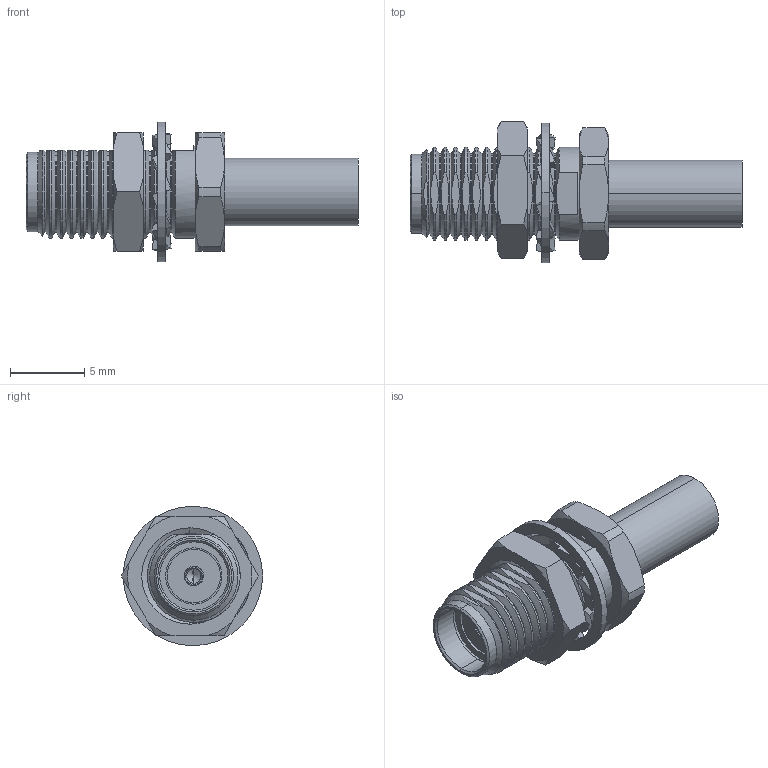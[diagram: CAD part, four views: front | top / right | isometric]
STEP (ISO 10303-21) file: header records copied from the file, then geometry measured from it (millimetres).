
FILE_DESCRIPTION (( 'STEP AP203' ), '1' );
FILE_NAME ('R124.313.120A.STEP', '2012-05-11T06:14:57', ( 'Radiall' ), ( '' ), 'SwSTEP 2.0', 'SolidWorks 2011', '' );
FILE_SCHEMA (( 'CONFIG_CONTROL_DESIGN' ));
Length unit declared in the file: millimetre
Products named in the file (1): R124.313.120A
Bounding box: 22.39 x 9.52 x 9.4 mm (x, y, z)
Volume: 547.9 mm3; surface area: 998.8 mm2
Topology: 1 solids, 1 shells, 294 faces, 799 edges, 509 vertices
Faces by surface type: cylinder 111, plane 91, cone 90, torus 2
Entity records: 9762 total; most frequent: CARTESIAN_POINT 2392, ORIENTED_EDGE 1594, DIRECTION 1520, EDGE_CURVE 797, AXIS2_PLACEMENT_3D 611, VERTEX_POINT 509, EDGE_LOOP 316, CIRCLE 316
